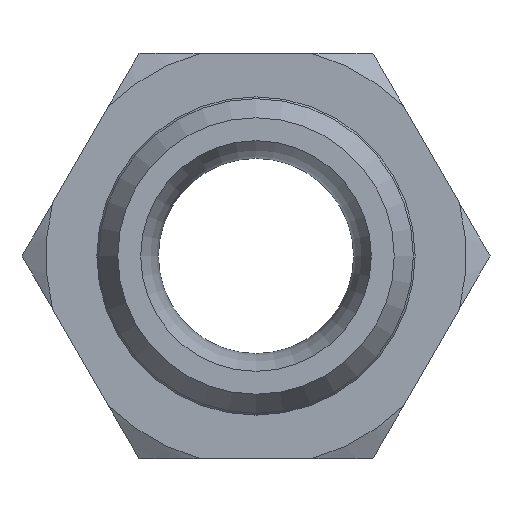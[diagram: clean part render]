
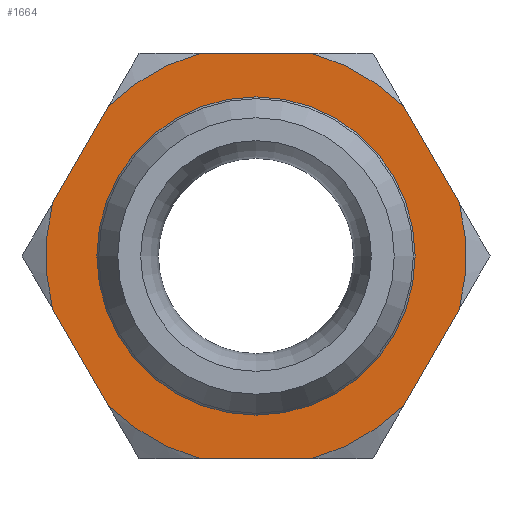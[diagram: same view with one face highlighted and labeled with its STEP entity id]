
A CAD part, left-side view. The second image highlights one B-rep face of the part: STEP entity #1664.
In plain terms, the highlighted planar face has unit normal (-1, 0, 0).
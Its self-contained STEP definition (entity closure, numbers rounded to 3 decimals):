
#782=CIRCLE('',#1580,14.);
#783=CIRCLE('',#1582,14.);
#784=CIRCLE('',#1583,14.);
#785=CIRCLE('',#1584,14.);
#786=CIRCLE('',#1585,14.);
#787=CIRCLE('',#1586,14.);
#788=CIRCLE('',#1587,10.6);
#838=ORIENTED_EDGE('',*,*,#1047,.T.);
#839=ORIENTED_EDGE('',*,*,#1057,.T.);
#840=ORIENTED_EDGE('',*,*,#1056,.T.);
#841=ORIENTED_EDGE('',*,*,#1058,.T.);
#842=ORIENTED_EDGE('',*,*,#1059,.T.);
#843=ORIENTED_EDGE('',*,*,#1060,.T.);
#844=ORIENTED_EDGE('',*,*,#1061,.T.);
#845=ORIENTED_EDGE('',*,*,#1062,.T.);
#846=ORIENTED_EDGE('',*,*,#1063,.T.);
#847=ORIENTED_EDGE('',*,*,#1064,.T.);
#848=ORIENTED_EDGE('',*,*,#1065,.T.);
#849=ORIENTED_EDGE('',*,*,#1066,.T.);
#850=ORIENTED_EDGE('',*,*,#1067,.T.);
#950=VECTOR('',#1234,1.);
#953=VECTOR('',#1253,1.);
#954=VECTOR('',#1262,1.);
#955=VECTOR('',#1265,1.);
#956=VECTOR('',#1268,1.);
#957=VECTOR('',#1271,1.);
#968=LINE('',#1436,#950);
#971=LINE('',#1453,#953);
#972=LINE('',#1460,#954);
#973=LINE('',#1464,#955);
#974=LINE('',#1468,#956);
#975=LINE('',#1472,#957);
#994=VERTEX_POINT('',#1433);
#995=VERTEX_POINT('',#1435);
#998=VERTEX_POINT('',#1445);
#1001=VERTEX_POINT('',#1451);
#1002=VERTEX_POINT('',#1457);
#1003=VERTEX_POINT('',#1459);
#1004=VERTEX_POINT('',#1461);
#1005=VERTEX_POINT('',#1463);
#1006=VERTEX_POINT('',#1465);
#1007=VERTEX_POINT('',#1467);
#1008=VERTEX_POINT('',#1469);
#1009=VERTEX_POINT('',#1471);
#1010=VERTEX_POINT('',#1474);
#1047=EDGE_CURVE('',#995,#994,#968,.T.);
#1056=EDGE_CURVE('',#998,#1001,#971,.T.);
#1057=EDGE_CURVE('',#994,#998,#782,.T.);
#1058=EDGE_CURVE('',#1001,#1002,#783,.T.);
#1059=EDGE_CURVE('',#1002,#1003,#972,.T.);
#1060=EDGE_CURVE('',#1003,#1004,#784,.T.);
#1061=EDGE_CURVE('',#1004,#1005,#973,.T.);
#1062=EDGE_CURVE('',#1005,#1006,#785,.T.);
#1063=EDGE_CURVE('',#1006,#1007,#974,.T.);
#1064=EDGE_CURVE('',#1007,#1008,#786,.T.);
#1065=EDGE_CURVE('',#1008,#1009,#975,.T.);
#1066=EDGE_CURVE('',#1009,#995,#787,.T.);
#1067=EDGE_CURVE('',#1010,#1010,#788,.T.);
#1107=EDGE_LOOP('',(#838,#839,#840,#841,#842,#843,#844,#845,#846,#847,#848,
#849));
#1108=EDGE_LOOP('',(#850));
#1159=FACE_BOUND('',#1107,.T.);
#1160=FACE_BOUND('',#1108,.T.);
#1234=DIRECTION('',(0.,7.416,0.));
#1253=DIRECTION('',(0.,3.708,-6.423));
#1256=DIRECTION('',(-1.,0.,0.));
#1257=DIRECTION('',(0.,14.,0.));
#1258=DIRECTION('',(-1.,0.,0.));
#1259=DIRECTION('',(0.,1.,0.));
#1260=DIRECTION('',(-1.,0.,0.));
#1261=DIRECTION('',(0.,14.,0.));
#1262=DIRECTION('',(0.,-3.708,-6.423));
#1263=DIRECTION('',(-1.,0.,0.));
#1264=DIRECTION('',(0.,14.,0.));
#1265=DIRECTION('',(0.,-7.416,0.));
#1266=DIRECTION('',(-1.,0.,0.));
#1267=DIRECTION('',(0.,14.,0.));
#1268=DIRECTION('',(0.,-3.708,6.423));
#1269=DIRECTION('',(-1.,0.,0.));
#1270=DIRECTION('',(0.,14.,0.));
#1271=DIRECTION('',(0.,3.708,6.423));
#1272=DIRECTION('',(-1.,0.,0.));
#1273=DIRECTION('',(0.,14.,0.));
#1274=DIRECTION('',(1.,0.,0.));
#1275=DIRECTION('',(0.,-10.6,0.));
#1433=CARTESIAN_POINT('',(79.518,35.541,13.5));
#1435=CARTESIAN_POINT('',(79.518,28.125,13.5));
#1436=CARTESIAN_POINT('',(79.518,28.125,13.5));
#1445=CARTESIAN_POINT('',(79.518,41.67,9.961));
#1451=CARTESIAN_POINT('',(79.518,45.378,3.539));
#1453=CARTESIAN_POINT('',(79.518,41.67,9.961));
#1455=CARTESIAN_POINT('',(79.518,31.833,0.));
#1456=CARTESIAN_POINT('',(79.518,48.333,0.));
#1457=CARTESIAN_POINT('',(79.518,45.378,-3.539));
#1458=CARTESIAN_POINT('',(79.518,31.833,0.));
#1459=CARTESIAN_POINT('',(79.518,41.67,-9.961));
#1460=CARTESIAN_POINT('',(79.518,45.378,-3.539));
#1461=CARTESIAN_POINT('',(79.518,35.541,-13.5));
#1462=CARTESIAN_POINT('',(79.518,31.833,0.));
#1463=CARTESIAN_POINT('',(79.518,28.125,-13.5));
#1464=CARTESIAN_POINT('',(79.518,35.541,-13.5));
#1465=CARTESIAN_POINT('',(79.518,21.995,-9.961));
#1466=CARTESIAN_POINT('',(79.518,31.833,0.));
#1467=CARTESIAN_POINT('',(79.518,18.287,-3.539));
#1468=CARTESIAN_POINT('',(79.518,21.995,-9.961));
#1469=CARTESIAN_POINT('',(79.518,18.287,3.539));
#1470=CARTESIAN_POINT('',(79.518,31.833,0.));
#1471=CARTESIAN_POINT('',(79.518,21.995,9.961));
#1472=CARTESIAN_POINT('',(79.518,18.287,3.539));
#1473=CARTESIAN_POINT('',(79.518,31.833,0.));
#1474=CARTESIAN_POINT('',(79.518,21.233,0.));
#1475=CARTESIAN_POINT('',(79.518,31.833,0.));
#1580=AXIS2_PLACEMENT_3D('',#1455,#1256,#1257);
#1581=AXIS2_PLACEMENT_3D('',#1456,#1258,#1259);
#1582=AXIS2_PLACEMENT_3D('',#1458,#1260,#1261);
#1583=AXIS2_PLACEMENT_3D('',#1462,#1263,#1264);
#1584=AXIS2_PLACEMENT_3D('',#1466,#1266,#1267);
#1585=AXIS2_PLACEMENT_3D('',#1470,#1269,#1270);
#1586=AXIS2_PLACEMENT_3D('',#1473,#1272,#1273);
#1587=AXIS2_PLACEMENT_3D('',#1475,#1274,#1275);
#1652=PLANE('',#1581);
#1664=ADVANCED_FACE('',(#1159,#1160),#1652,.T.);
